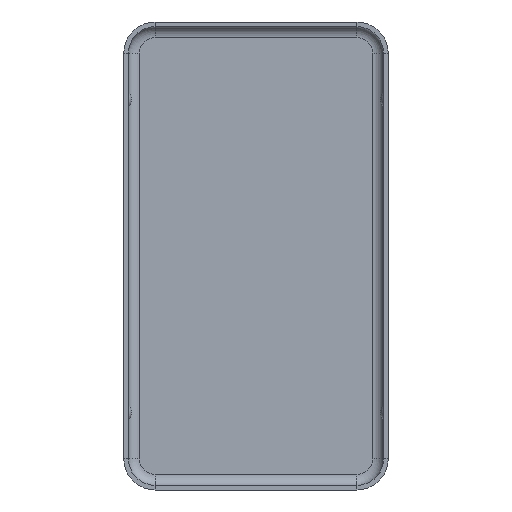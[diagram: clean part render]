
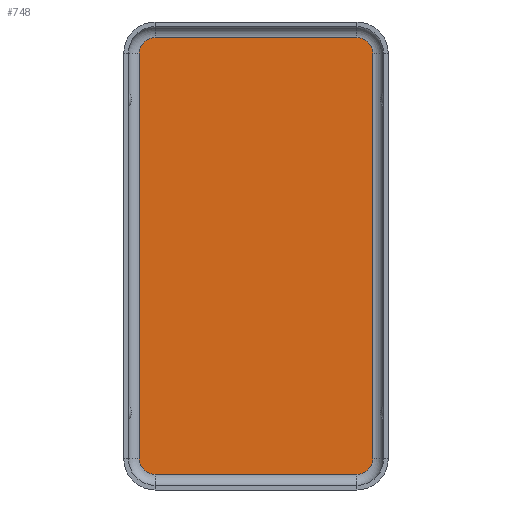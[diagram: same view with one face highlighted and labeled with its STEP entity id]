
A CAD part, front view. The second image highlights one B-rep face of the part: STEP entity #748.
In plain terms, the highlighted planar face has unit normal (0, -1, 0).
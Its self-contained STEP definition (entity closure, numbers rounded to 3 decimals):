
#18 = CARTESIAN_POINT ( 'NONE',  ( -7.45, 0., 0. ) ) ;
#54 = DIRECTION ( 'NONE',  ( 0., -1., 0. ) ) ;
#67 = CARTESIAN_POINT ( 'NONE',  ( 6.45, 0., -12.95 ) ) ;
#70 = FACE_OUTER_BOUND ( 'NONE', #976, .T. ) ;
#72 = DIRECTION ( 'NONE',  ( 0., -1., 0. ) ) ;
#106 = VECTOR ( 'NONE', #1416, 1000. ) ;
#119 = EDGE_CURVE ( 'NONE', #956, #234, #778, .T. ) ;
#142 = VERTEX_POINT ( 'NONE', #1084 ) ;
#154 = CIRCLE ( 'NONE', #1616, 1. ) ;
#203 = CIRCLE ( 'NONE', #775, 1. ) ;
#232 = CARTESIAN_POINT ( 'NONE',  ( -6.45, 0., 13.95 ) ) ;
#234 = VERTEX_POINT ( 'NONE', #232 ) ;
#248 = CARTESIAN_POINT ( 'NONE',  ( 6.45, 0., 12.95 ) ) ;
#263 = LINE ( 'NONE', #790, #106 ) ;
#278 = CARTESIAN_POINT ( 'NONE',  ( -7.45, 0., -12.95 ) ) ;
#311 = LINE ( 'NONE', #18, #985 ) ;
#341 = ORIENTED_EDGE ( 'NONE', *, *, #1430, .T. ) ;
#346 = EDGE_CURVE ( 'NONE', #1562, #1419, #154, .T. ) ;
#350 = DIRECTION ( 'NONE',  ( 0., 0., -1. ) ) ;
#357 = CARTESIAN_POINT ( 'NONE',  ( -7.45, 0., 12.95 ) ) ;
#364 = DIRECTION ( 'NONE',  ( 0., 0., -1. ) ) ;
#411 = ORIENTED_EDGE ( 'NONE', *, *, #346, .F. ) ;
#422 = CARTESIAN_POINT ( 'NONE',  ( 7.45, 0., -12.95 ) ) ;
#432 = DIRECTION ( 'NONE',  ( 0., 0., -1. ) ) ;
#437 = EDGE_CURVE ( 'NONE', #956, #1143, #311, .T. ) ;
#442 = ORIENTED_EDGE ( 'NONE', *, *, #474, .F. ) ;
#453 = CARTESIAN_POINT ( 'NONE',  ( 6.45, 0., -12.95 ) ) ;
#474 = EDGE_CURVE ( 'NONE', #1419, #1359, #263, .T. ) ;
#480 = CARTESIAN_POINT ( 'NONE',  ( -6.45, 0., 12.95 ) ) ;
#552 = VERTEX_POINT ( 'NONE', #1346 ) ;
#584 = DIRECTION ( 'NONE',  ( 0., 1., 0. ) ) ;
#694 = ORIENTED_EDGE ( 'NONE', *, *, #119, .F. ) ;
#727 = EDGE_CURVE ( 'NONE', #1143, #1359, #203, .T. ) ;
#748 = ADVANCED_FACE ( 'NONE', ( #70 ), #823, .T. ) ;
#775 = AXIS2_PLACEMENT_3D ( 'NONE', #828, #72, #935 ) ;
#778 = CIRCLE ( 'NONE', #1081, 1. ) ;
#790 = CARTESIAN_POINT ( 'NONE',  ( 6.45, 0., -13.95 ) ) ;
#823 = PLANE ( 'NONE',  #933 ) ;
#828 = CARTESIAN_POINT ( 'NONE',  ( -6.45, 0., -12.95 ) ) ;
#864 = DIRECTION ( 'NONE',  ( 0., 1., 0. ) ) ;
#901 = CARTESIAN_POINT ( 'NONE',  ( 6.45, 0., 13.95 ) ) ;
#923 = CARTESIAN_POINT ( 'NONE',  ( 6.45, 0., -13.95 ) ) ;
#933 = AXIS2_PLACEMENT_3D ( 'NONE', #67, #54, #432 ) ;
#935 = DIRECTION ( 'NONE',  ( 0., 0., 1. ) ) ;
#948 = VECTOR ( 'NONE', #1308, 1000. ) ;
#956 = VERTEX_POINT ( 'NONE', #357 ) ;
#958 = ORIENTED_EDGE ( 'NONE', *, *, #727, .T. ) ;
#976 = EDGE_LOOP ( 'NONE', ( #442, #411, #1264, #1439, #341, #694, #1401, #958 ) ) ;
#985 = VECTOR ( 'NONE', #1277, 1000. ) ;
#1036 = EDGE_CURVE ( 'NONE', #142, #552, #1441, .T. ) ;
#1039 = AXIS2_PLACEMENT_3D ( 'NONE', #248, #1137, #364 ) ;
#1081 = AXIS2_PLACEMENT_3D ( 'NONE', #480, #864, #350 ) ;
#1084 = CARTESIAN_POINT ( 'NONE',  ( 7.45, 0., 12.95 ) ) ;
#1090 = VECTOR ( 'NONE', #1347, 1000. ) ;
#1130 = DIRECTION ( 'NONE',  ( 0., 0., 1. ) ) ;
#1137 = DIRECTION ( 'NONE',  ( 0., -1., 0. ) ) ;
#1143 = VERTEX_POINT ( 'NONE', #278 ) ;
#1181 = CARTESIAN_POINT ( 'NONE',  ( -6.45, 0., -13.95 ) ) ;
#1223 = LINE ( 'NONE', #901, #948 ) ;
#1233 = EDGE_CURVE ( 'NONE', #142, #1562, #1593, .T. ) ;
#1264 = ORIENTED_EDGE ( 'NONE', *, *, #1233, .F. ) ;
#1277 = DIRECTION ( 'NONE',  ( 0., 0., -1. ) ) ;
#1308 = DIRECTION ( 'NONE',  ( -1., 0., 0. ) ) ;
#1346 = CARTESIAN_POINT ( 'NONE',  ( 6.45, 0., 13.95 ) ) ;
#1347 = DIRECTION ( 'NONE',  ( 0., 0., -1. ) ) ;
#1354 = CARTESIAN_POINT ( 'NONE',  ( 7.45, 0., 0. ) ) ;
#1359 = VERTEX_POINT ( 'NONE', #1181 ) ;
#1401 = ORIENTED_EDGE ( 'NONE', *, *, #437, .T. ) ;
#1416 = DIRECTION ( 'NONE',  ( -1., 0., 0. ) ) ;
#1419 = VERTEX_POINT ( 'NONE', #923 ) ;
#1430 = EDGE_CURVE ( 'NONE', #552, #234, #1223, .T. ) ;
#1439 = ORIENTED_EDGE ( 'NONE', *, *, #1036, .T. ) ;
#1441 = CIRCLE ( 'NONE', #1039, 1. ) ;
#1562 = VERTEX_POINT ( 'NONE', #422 ) ;
#1593 = LINE ( 'NONE', #1354, #1090 ) ;
#1616 = AXIS2_PLACEMENT_3D ( 'NONE', #453, #584, #1130 ) ;
